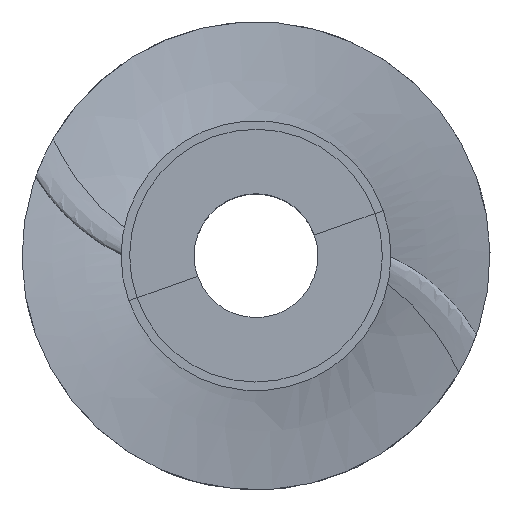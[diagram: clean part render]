
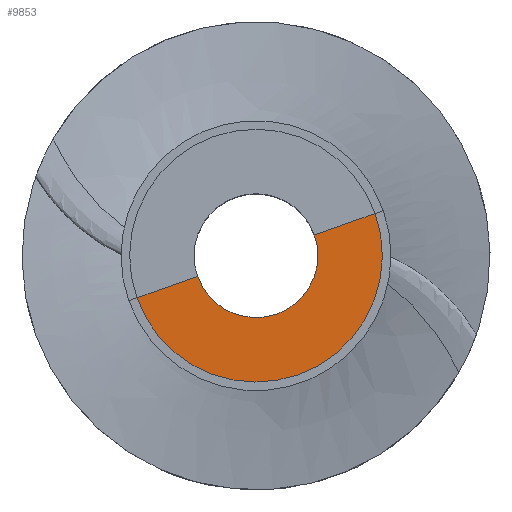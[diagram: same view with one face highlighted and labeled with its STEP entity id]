
A CAD part, top view. The second image highlights one B-rep face of the part: STEP entity #9853.
In plain terms, the highlighted face is a revolution surface.
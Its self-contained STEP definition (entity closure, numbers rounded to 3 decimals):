
#9775 = VERTEX_POINT('',#9776);
#9776 = CARTESIAN_POINT('',(-4.394,-1.557,0.));
#9782 = VERTEX_POINT('',#9783);
#9783 = CARTESIAN_POINT('',(4.394,1.557,0.));
#9805 = EDGE_CURVE('',#9775,#9782,#9806,.T.);
#9806 = CIRCLE('',#9807,4.662);
#9807 = AXIS2_PLACEMENT_3D('',#9808,#9809,#9810);
#9808 = CARTESIAN_POINT('',(0.,0.,0.));
#9809 = DIRECTION('',(0.,0.,1.));
#9810 = DIRECTION('',(-0.943,-0.334,0.));
#9826 = EDGE_CURVE('',#9775,#9827,#9829,.T.);
#9827 = VERTEX_POINT('',#9828);
#9828 = CARTESIAN_POINT('',(-8.967,-3.178,0.));
#9829 = B_SPLINE_CURVE_WITH_KNOTS('',1,(#9830,#9831),.UNSPECIFIED.,.F.,
  .F.,(2,2),(0.,1.),.PIECEWISE_BEZIER_KNOTS.);
#9830 = CARTESIAN_POINT('',(-4.394,-1.557,0.));
#9831 = CARTESIAN_POINT('',(-8.967,-3.178,0.));
#9834 = VERTEX_POINT('',#9835);
#9835 = CARTESIAN_POINT('',(8.967,3.178,0.));
#9842 = EDGE_CURVE('',#9782,#9834,#9843,.T.);
#9843 = B_SPLINE_CURVE_WITH_KNOTS('',1,(#9844,#9845),.UNSPECIFIED.,.F.,
  .F.,(2,2),(0.,1.),.PIECEWISE_BEZIER_KNOTS.);
#9844 = CARTESIAN_POINT('',(4.394,1.557,0.));
#9845 = CARTESIAN_POINT('',(8.967,3.178,0.));
#9853 = ADVANCED_FACE('[Impeller_1] Material domain SolidHub',(#9854),
  #9866,.F.);
#9854 = FACE_BOUND('',#9855,.F.);
#9855 = EDGE_LOOP('',(#9856,#9863,#9864,#9865));
#9856 = ORIENTED_EDGE('',*,*,#9857,.F.);
#9857 = EDGE_CURVE('',#9827,#9834,#9858,.T.);
#9858 = CIRCLE('',#9859,9.514);
#9859 = AXIS2_PLACEMENT_3D('',#9860,#9861,#9862);
#9860 = CARTESIAN_POINT('',(0.,0.,0.));
#9861 = DIRECTION('',(0.,0.,1.));
#9862 = DIRECTION('',(-0.943,-0.334,0.));
#9863 = ORIENTED_EDGE('',*,*,#9826,.F.);
#9864 = ORIENTED_EDGE('',*,*,#9805,.T.);
#9865 = ORIENTED_EDGE('',*,*,#9842,.T.);
#9866 = SURFACE_OF_REVOLUTION('',#9867,#9870);
#9867 = B_SPLINE_CURVE_WITH_KNOTS('',1,(#9868,#9869),.UNSPECIFIED.,.F.,
  .F.,(2,2),(0.,1.),.PIECEWISE_BEZIER_KNOTS.);
#9868 = CARTESIAN_POINT('',(-4.394,-1.557,0.));
#9869 = CARTESIAN_POINT('',(-8.967,-3.178,0.));
#9870 = AXIS1_PLACEMENT('',#9871,#9872);
#9871 = CARTESIAN_POINT('',(0.,0.,0.));
#9872 = DIRECTION('',(0.,0.,1.));
